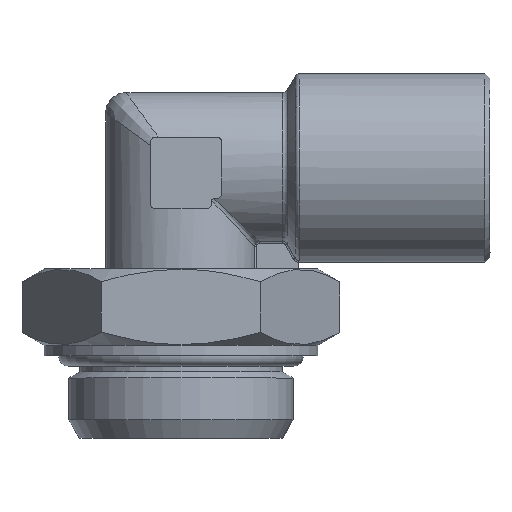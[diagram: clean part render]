
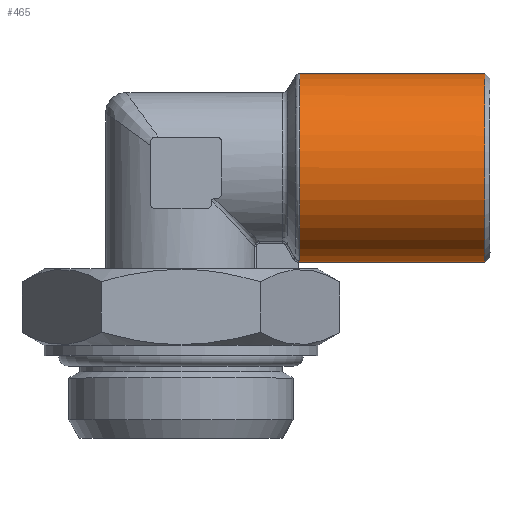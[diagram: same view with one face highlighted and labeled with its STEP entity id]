
A CAD part, top view. The second image highlights one B-rep face of the part: STEP entity #465.
In plain terms, the highlighted cylindrical face has radius 9.25 mm (diameter 18.5 mm), a full revolution.
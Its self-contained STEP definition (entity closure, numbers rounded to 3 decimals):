
#465 = ADVANCED_FACE( 'NONE', ( #1070, #1071 ), #1072, .T. );
#1070 = FACE_OUTER_BOUND( '', #3005, .T. );
#1071 = FACE_OUTER_BOUND( '', #3006, .T. );
#1072 = CYLINDRICAL_SURFACE( '', #3007, 9.25 );
#3005 = EDGE_LOOP( '', ( #5414, #5415, #5416, #5417 ) );
#3006 = EDGE_LOOP( '', ( #5418 ) );
#3007 = AXIS2_PLACEMENT_3D( '', #5419, #5420, #5421 );
#5414 = ORIENTED_EDGE( '', *, *, #6866, .F. );
#5415 = ORIENTED_EDGE( '', *, *, #6732, .T. );
#5416 = ORIENTED_EDGE( '', *, *, #6867, .F. );
#5417 = ORIENTED_EDGE( '', *, *, #6739, .T. );
#5418 = ORIENTED_EDGE( '', *, *, #6657, .T. );
#5419 = CARTESIAN_POINT( '', ( 0., 0., 0. ) );
#5420 = DIRECTION( '', ( 1., 0., 0. ) );
#5421 = DIRECTION( '', ( 0., -1., 0. ) );
#6657 = EDGE_CURVE( 'NONE', #7690, #7690, #7691, .T. );
#6732 = EDGE_CURVE( 'NONE', #7797, #7800, #7802, .T. );
#6739 = EDGE_CURVE( 'NONE', #7813, #7810, #7814, .T. );
#6866 = EDGE_CURVE( 'NONE', #7797, #7810, #7993, .T. );
#6867 = EDGE_CURVE( 'NONE', #7813, #7800, #7994, .T. );
#7690 = VERTEX_POINT( '', #10457 );
#7691 = CIRCLE( '', #10458, 9.25 );
#7797 = VERTEX_POINT( 'NONE', #10780 );
#7800 = VERTEX_POINT( 'NONE', #10792 );
#7802 = B_SPLINE_CURVE_WITH_KNOTS( '', 3, ( #10803, #10804, #10805, #10806, #10807 ), .UNSPECIFIED., .F., .F., ( 4, 1, 4 ), ( 0., 0.459, 1. ), .UNSPECIFIED. );
#7810 = VERTEX_POINT( 'NONE', #10836 );
#7813 = VERTEX_POINT( 'NONE', #10843 );
#7814 = B_SPLINE_CURVE_WITH_KNOTS( '', 3, ( #10844, #10845, #10846, #10847, #10848 ), .UNSPECIFIED., .F., .F., ( 4, 1, 4 ), ( 0., 0.541, 1. ), .UNSPECIFIED. );
#7993 = CIRCLE( '', #11372, 9.25 );
#7994 = CIRCLE( '', #11373, 9.25 );
#10457 = CARTESIAN_POINT( '', ( 29.8, 0., 9.25 ) );
#10458 = AXIS2_PLACEMENT_3D( '', #12509, #12510, #12511 );
#10780 = CARTESIAN_POINT( '', ( 11.5, -9.114, -1.582 ) );
#10792 = CARTESIAN_POINT( '', ( 11.645, -9.099, -1.664 ) );
#10803 = CARTESIAN_POINT( '', ( 11.5, -9.114, -1.582 ) );
#10804 = CARTESIAN_POINT( '', ( 11.523, -9.112, -1.594 ) );
#10805 = CARTESIAN_POINT( '', ( 11.572, -9.107, -1.62 ) );
#10806 = CARTESIAN_POINT( '', ( 11.62, -9.102, -1.648 ) );
#10807 = CARTESIAN_POINT( '', ( 11.645, -9.099, -1.664 ) );
#10836 = CARTESIAN_POINT( '', ( 11.5, -9.114, 1.582 ) );
#10843 = CARTESIAN_POINT( '', ( 11.645, -9.099, 1.664 ) );
#10844 = CARTESIAN_POINT( '', ( 11.645, -9.099, 1.664 ) );
#10845 = CARTESIAN_POINT( '', ( 11.62, -9.102, 1.648 ) );
#10846 = CARTESIAN_POINT( '', ( 11.572, -9.107, 1.62 ) );
#10847 = CARTESIAN_POINT( '', ( 11.523, -9.112, 1.594 ) );
#10848 = CARTESIAN_POINT( '', ( 11.5, -9.114, 1.582 ) );
#11372 = AXIS2_PLACEMENT_3D( '', #12654, #12655, #12656 );
#11373 = AXIS2_PLACEMENT_3D( '', #12657, #12658, #12659 );
#12509 = CARTESIAN_POINT( '', ( 29.8, 0., 0. ) );
#12510 = DIRECTION( '', ( -1., 0., 0. ) );
#12511 = DIRECTION( '', ( 0., 0., 1. ) );
#12654 = CARTESIAN_POINT( '', ( 11.5, 0., 0. ) );
#12655 = DIRECTION( '', ( -1., 0., 0. ) );
#12656 = DIRECTION( '', ( 0., 0., 1. ) );
#12657 = CARTESIAN_POINT( '', ( 11.645, 0., 0. ) );
#12658 = DIRECTION( '', ( -1., 0., 0. ) );
#12659 = DIRECTION( '', ( 0., -1., 0. ) );
